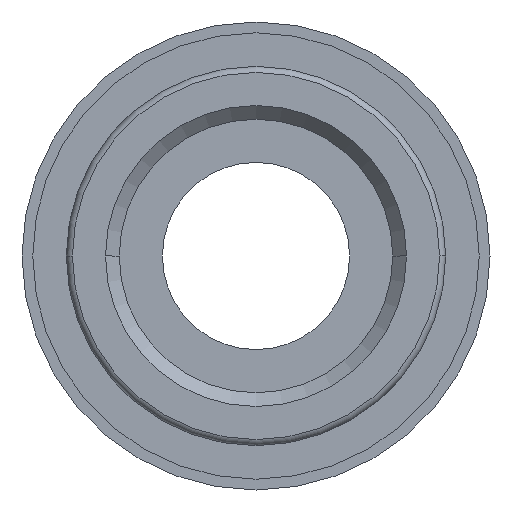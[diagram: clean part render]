
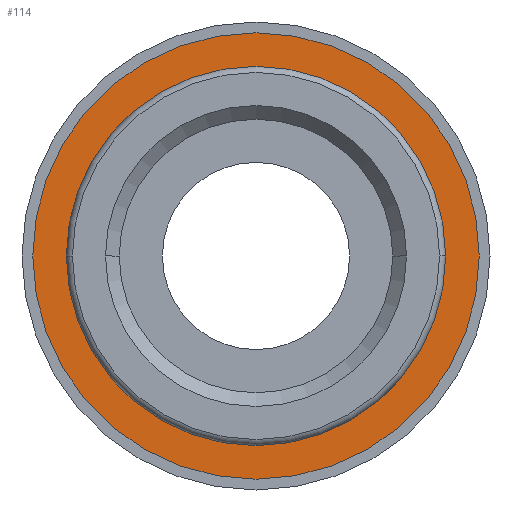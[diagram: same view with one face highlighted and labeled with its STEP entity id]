
A CAD part, front view. The second image highlights one B-rep face of the part: STEP entity #114.
In plain terms, the highlighted planar face has unit normal (0, -1, 0).
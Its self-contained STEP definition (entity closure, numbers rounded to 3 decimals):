
#114=ADVANCED_FACE('',(#268,#269),#270,.T.);
#268=FACE_BOUND('',#463,.T.);
#269=FACE_OUTER_BOUND('',#464,.T.);
#270=PLANE('',#465);
#463=EDGE_LOOP('',(#727,#728));
#464=EDGE_LOOP('',(#729,#730));
#465=AXIS2_PLACEMENT_3D('',#731,#732,#733);
#727=ORIENTED_EDGE('',*,*,#1112,.T.);
#728=ORIENTED_EDGE('',*,*,#1131,.T.);
#729=ORIENTED_EDGE('',*,*,#1064,.F.);
#730=ORIENTED_EDGE('',*,*,#1132,.F.);
#731=CARTESIAN_POINT('',(7.75,6.0,0.0));
#732=DIRECTION('',(-0.0,-1.0,-0.0));
#733=DIRECTION('',(-1.0,0.0,0.0));
#1064=EDGE_CURVE('',#1237,#1240,#1241,.T.);
#1112=EDGE_CURVE('',#1320,#1318,#1321,.T.);
#1131=EDGE_CURVE('',#1318,#1320,#1349,.T.);
#1132=EDGE_CURVE('',#1240,#1237,#1350,.T.);
#1237=VERTEX_POINT('',#1483);
#1240=VERTEX_POINT('',#1487);
#1241=CIRCLE('',#1488,15.5);
#1318=VERTEX_POINT('',#1578);
#1320=VERTEX_POINT('',#1581);
#1321=CIRCLE('',#1582,12.75);
#1349=CIRCLE('',#1613,12.75);
#1350=CIRCLE('',#1614,15.5);
#1483=CARTESIAN_POINT('',(15.5,6.0,0.0));
#1487=CARTESIAN_POINT('',(-15.5,6.0,0.));
#1488=AXIS2_PLACEMENT_3D('',#1769,#1770,#1771);
#1578=CARTESIAN_POINT('',(12.75,6.0,0.));
#1581=CARTESIAN_POINT('',(-12.75,6.0,0.));
#1582=AXIS2_PLACEMENT_3D('',#1852,#1853,#1854);
#1613=AXIS2_PLACEMENT_3D('',#1888,#1889,#1890);
#1614=AXIS2_PLACEMENT_3D('',#1891,#1892,#1893);
#1769=CARTESIAN_POINT('',(0.0,6.0,0.0));
#1770=DIRECTION('',(-0.0,1.0,0.0));
#1771=DIRECTION('',(1.0,0.0,0.0));
#1852=CARTESIAN_POINT('',(0.0,6.0,0.0));
#1853=DIRECTION('',(-0.0,1.0,0.0));
#1854=DIRECTION('',(1.0,0.0,0.0));
#1888=CARTESIAN_POINT('',(0.0,6.0,0.0));
#1889=DIRECTION('',(-0.0,1.0,0.0));
#1890=DIRECTION('',(1.0,0.0,0.0));
#1891=CARTESIAN_POINT('',(0.0,6.0,0.0));
#1892=DIRECTION('',(-0.0,1.0,0.0));
#1893=DIRECTION('',(1.0,0.0,0.0));
